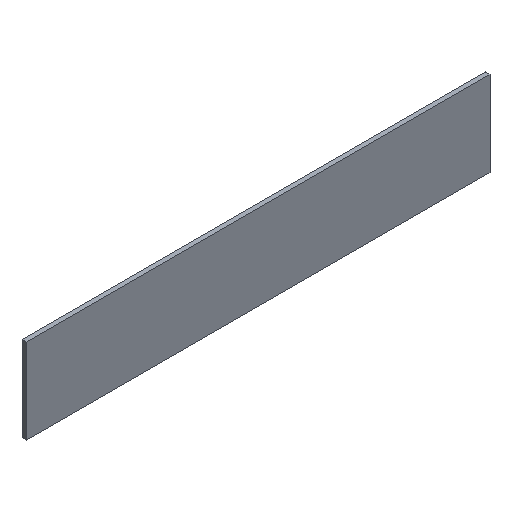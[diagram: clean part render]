
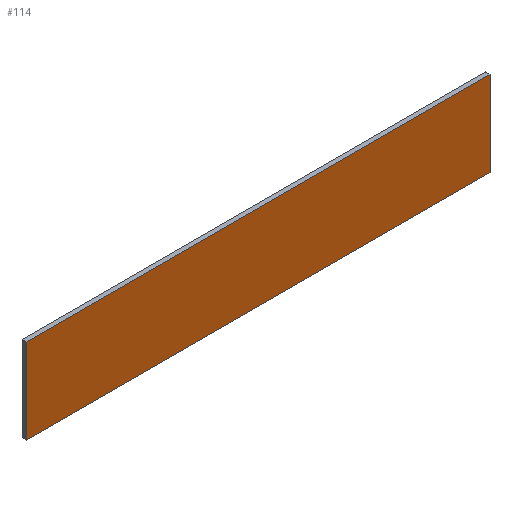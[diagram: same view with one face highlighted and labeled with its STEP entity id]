
A CAD part, isometric view. The second image highlights one B-rep face of the part: STEP entity #114.
In plain terms, the highlighted planar face has unit normal (0, -1, 0).
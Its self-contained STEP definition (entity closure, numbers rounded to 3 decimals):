
#28=FACE_OUTER_BOUND('',#34,.T.);
#34=EDGE_LOOP('',(#99,#100,#101,#102));
#35=LINE('',#190,#47);
#39=LINE('',#198,#51);
#42=LINE('',#204,#54);
#45=LINE('',#209,#57);
#47=VECTOR('',#158,10.);
#51=VECTOR('',#164,10.);
#54=VECTOR('',#169,10.);
#57=VECTOR('',#174,10.);
#59=VERTEX_POINT('',#188);
#60=VERTEX_POINT('',#189);
#63=VERTEX_POINT('',#197);
#65=VERTEX_POINT('',#203);
#67=EDGE_CURVE('',#59,#60,#35,.T.);
#71=EDGE_CURVE('',#63,#59,#39,.T.);
#74=EDGE_CURVE('',#65,#63,#42,.T.);
#77=EDGE_CURVE('',#60,#65,#45,.T.);
#99=ORIENTED_EDGE('',*,*,#77,.F.);
#100=ORIENTED_EDGE('',*,*,#67,.F.);
#101=ORIENTED_EDGE('',*,*,#71,.F.);
#102=ORIENTED_EDGE('',*,*,#74,.F.);
#108=PLANE('',#147);
#114=ADVANCED_FACE('',(#28),#108,.F.);
#147=AXIS2_PLACEMENT_3D('',#212,#178,#179);
#158=DIRECTION('',(0.,0.,1.));
#164=DIRECTION('',(-1.,0.,0.));
#169=DIRECTION('',(0.,0.,-1.));
#174=DIRECTION('',(1.,0.,0.));
#178=DIRECTION('center_axis',(0.,1.,0.));
#179=DIRECTION('ref_axis',(-1.,0.,0.));
#188=CARTESIAN_POINT('',(194.76,-27.,760.303));
#189=CARTESIAN_POINT('',(194.76,-27.,815.303));
#190=CARTESIAN_POINT('',(194.76,-27.,821.));
#197=CARTESIAN_POINT('',(494.76,-27.,760.303));
#198=CARTESIAN_POINT('',(494.76,-27.,760.303));
#203=CARTESIAN_POINT('',(494.76,-27.,815.303));
#204=CARTESIAN_POINT('',(494.76,-27.,815.303));
#209=CARTESIAN_POINT('',(194.76,-27.,815.303));
#212=CARTESIAN_POINT('Origin',(240.,-27.,790.));
